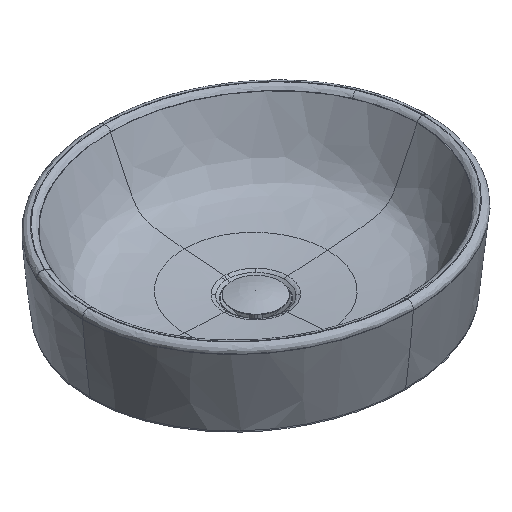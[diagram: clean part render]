
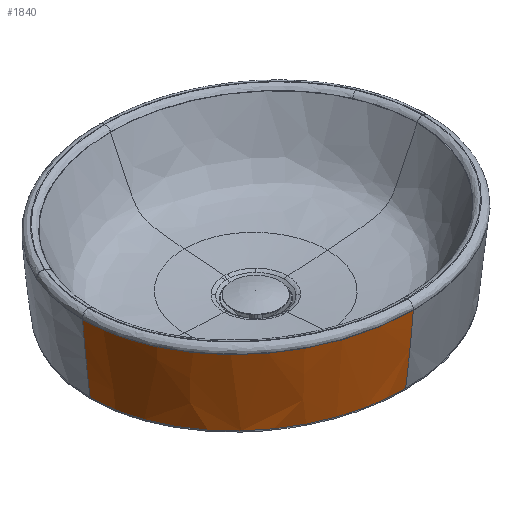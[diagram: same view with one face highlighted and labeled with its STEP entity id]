
A CAD part, isometric view. The second image highlights one B-rep face of the part: STEP entity #1840.
In plain terms, the highlighted free-form (B-spline) face has degree [5, 3] with [12, 4] control points.
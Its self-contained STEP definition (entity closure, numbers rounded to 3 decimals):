
#1404=CARTESIAN_POINT('',(-208.681,1.47,0.));
#1405=VERTEX_POINT('',#1404);
#1529=CARTESIAN_POINT('',(0.,1.47,188.681));
#1530=VERTEX_POINT('',#1529);
#1538=CARTESIAN_POINT('',(-208.681,1.47,0.));
#1539=CARTESIAN_POINT('',(-208.681,1.47,20.713));
#1540=CARTESIAN_POINT('',(-205.536,1.47,41.425));
#1541=CARTESIAN_POINT('',(-199.248,1.47,61.435));
#1542=CARTESIAN_POINT('',(-181.431,1.47,98.329));
#1543=CARTESIAN_POINT('',(-154.289,1.47,129.192));
#1544=CARTESIAN_POINT('',(-139.112,1.47,142.491));
#1545=CARTESIAN_POINT('',(-104.484,1.47,166.172));
#1546=CARTESIAN_POINT('',(-65.037,1.47,180.952));
#1547=CARTESIAN_POINT('',(-43.605,1.47,186.107));
#1548=CARTESIAN_POINT('',(-21.793,1.47,188.681));
#1549=CARTESIAN_POINT('',(0.,1.47,188.681));
#1550=B_SPLINE_CURVE_WITH_KNOTS('',5,(#1538,#1539,#1540,#1541,#1542,#1543,#1544,#1545,#1546,#1547,#1548,#1549),.UNSPECIFIED.,.F.,.U.,(6,3,3,6),(0.0,102.028,200.492,308.128),.UNSPECIFIED.);
#1551=EDGE_CURVE('',#1405,#1530,#1550,.T.);
#1707=CARTESIAN_POINT('',(-218.298,91.429,0.));
#1708=VERTEX_POINT('',#1707);
#1709=CARTESIAN_POINT('',(780.417,152.701,0.));
#1710=DIRECTION('',(0.,0.,-1.0));
#1711=DIRECTION('',(-0.106,0.994,0.));
#1712=AXIS2_PLACEMENT_3D('',#1709,#1710,#1711);
#1713=ELLIPSE('',#1712,1414.452,1000.082);
#1714=EDGE_CURVE('',#1405,#1708,#1713,.T.);
#1748=CARTESIAN_POINT('',(-208.681,1.47,0.));
#1749=CARTESIAN_POINT('',(-208.681,1.47,20.713));
#1750=CARTESIAN_POINT('',(-205.536,1.47,41.425));
#1751=CARTESIAN_POINT('',(-199.248,1.47,61.435));
#1752=CARTESIAN_POINT('',(-181.431,1.47,98.329));
#1753=CARTESIAN_POINT('',(-154.289,1.47,129.192));
#1754=CARTESIAN_POINT('',(-139.112,1.47,142.491));
#1755=CARTESIAN_POINT('',(-104.484,1.47,166.172));
#1756=CARTESIAN_POINT('',(-65.037,1.47,180.952));
#1757=CARTESIAN_POINT('',(-43.605,1.47,186.107));
#1758=CARTESIAN_POINT('',(-21.793,1.47,188.681));
#1759=CARTESIAN_POINT('',(0.,1.47,188.681));
#1760=CARTESIAN_POINT('',(-212.564,31.376,0.));
#1761=CARTESIAN_POINT('',(-212.564,31.376,21.184));
#1762=CARTESIAN_POINT('',(-209.347,31.376,42.369));
#1763=CARTESIAN_POINT('',(-202.916,31.376,62.826));
#1764=CARTESIAN_POINT('',(-184.709,31.376,100.516));
#1765=CARTESIAN_POINT('',(-157.018,31.376,131.997));
#1766=CARTESIAN_POINT('',(-141.546,31.376,145.55));
#1767=CARTESIAN_POINT('',(-106.273,31.376,169.67));
#1768=CARTESIAN_POINT('',(-66.136,31.376,184.705));
#1769=CARTESIAN_POINT('',(-44.339,31.376,189.947));
#1770=CARTESIAN_POINT('',(-22.159,31.376,192.564));
#1771=CARTESIAN_POINT('',(0.,31.376,192.564));
#1772=CARTESIAN_POINT('',(-215.771,61.377,0.));
#1773=CARTESIAN_POINT('',(-215.771,61.377,21.574));
#1774=CARTESIAN_POINT('',(-212.495,61.377,43.148));
#1775=CARTESIAN_POINT('',(-205.945,61.377,63.974));
#1776=CARTESIAN_POINT('',(-187.417,61.377,102.322));
#1777=CARTESIAN_POINT('',(-159.273,61.377,134.314));
#1778=CARTESIAN_POINT('',(-143.557,61.377,148.077));
#1779=CARTESIAN_POINT('',(-107.751,61.377,172.559));
#1780=CARTESIAN_POINT('',(-67.044,61.377,187.805));
#1781=CARTESIAN_POINT('',(-44.945,61.377,193.119));
#1782=CARTESIAN_POINT('',(-22.462,61.377,195.771));
#1783=CARTESIAN_POINT('',(0.,61.377,195.771));
#1784=CARTESIAN_POINT('',(-218.298,91.429,0.));
#1785=CARTESIAN_POINT('',(-218.298,91.429,21.881));
#1786=CARTESIAN_POINT('',(-214.975,91.429,43.762));
#1787=CARTESIAN_POINT('',(-208.332,91.429,64.879));
#1788=CARTESIAN_POINT('',(-189.551,91.429,103.744));
#1789=CARTESIAN_POINT('',(-161.049,91.429,136.139));
#1790=CARTESIAN_POINT('',(-145.142,91.429,150.068));
#1791=CARTESIAN_POINT('',(-108.916,91.429,174.835));
#1792=CARTESIAN_POINT('',(-67.759,91.429,190.247));
#1793=CARTESIAN_POINT('',(-45.423,91.429,195.617));
#1794=CARTESIAN_POINT('',(-22.701,91.429,198.298));
#1795=CARTESIAN_POINT('',(0.,91.429,198.298));
#1796=B_SPLINE_SURFACE_WITH_KNOTS('',5,3,((#1748,#1760,#1772,#1784),(#1749,#1761,#1773,#1785),(#1750,#1762,#1774,#1786),(#1751,#1763,#1775,#1787),(#1752,#1764,#1776,#1788),(#1753,#1765,#1777,#1789),(#1754,#1766,#1778,#1790),(#1755,#1767,#1779,#1791),(#1756,#1768,#1780,#1792),(#1757,#1769,#1781,#1793),(#1758,#1770,#1782,#1794),(#1759,#1771,#1783,#1795)),.UNSPECIFIED.,.F.,.F.,.U.,(6,3,3,6),(4,4),(0.0,102.028,200.492,308.129),(12308.133,12398.612),.UNSPECIFIED.);
#1797=CARTESIAN_POINT('',(-0.001,91.429,198.298));
#1798=VERTEX_POINT('',#1797);
#1799=CARTESIAN_POINT('',(-0.001,91.429,198.298));
#1800=CARTESIAN_POINT('',(-21.601,91.429,198.298));
#1801=CARTESIAN_POINT('',(-43.219,91.429,195.871));
#1802=CARTESIAN_POINT('',(-64.506,91.429,191.009));
#1803=CARTESIAN_POINT('',(-94.818,91.429,180.267));
#1804=CARTESIAN_POINT('',(-122.628,91.429,164.473));
#1805=CARTESIAN_POINT('',(-131.271,91.429,158.88));
#1806=CARTESIAN_POINT('',(-147.886,91.429,146.676));
#1807=CARTESIAN_POINT('',(-162.948,91.429,132.507));
#1808=CARTESIAN_POINT('',(-170.041,91.429,124.95));
#1809=CARTESIAN_POINT('',(-178.837,91.429,114.281));
#1810=CARTESIAN_POINT('',(-186.658,91.429,102.903));
#1811=CARTESIAN_POINT('',(-188.551,91.429,100.017));
#1812=CARTESIAN_POINT('',(-195.253,91.429,89.281));
#1813=CARTESIAN_POINT('',(-201.066,91.429,78.013));
#1814=CARTESIAN_POINT('',(-204.793,91.429,69.565));
#1815=CARTESIAN_POINT('',(-209.82,91.429,55.95));
#1816=CARTESIAN_POINT('',(-213.485,91.429,41.907));
#1817=CARTESIAN_POINT('',(-214.633,91.429,36.752));
#1818=CARTESIAN_POINT('',(-216.315,91.429,27.66));
#1819=CARTESIAN_POINT('',(-217.414,91.429,18.476));
#1820=CARTESIAN_POINT('',(-217.777,91.429,14.526));
#1821=CARTESIAN_POINT('',(-218.116,91.429,9.249));
#1822=CARTESIAN_POINT('',(-218.262,91.429,3.964));
#1823=CARTESIAN_POINT('',(-218.286,91.429,2.645));
#1824=CARTESIAN_POINT('',(-218.298,91.429,1.321));
#1825=CARTESIAN_POINT('',(-218.298,91.429,0.));
#1826=B_SPLINE_CURVE_WITH_KNOTS('',5,(#1799,#1800,#1801,#1802,#1803,#1804,#1805,#1806,#1807,#1808,#1809,#1810,#1811,#1812,#1813,#1814,#1815,#1816,#1817,#1818,#1819,#1820,#1821,#1822,#1823,#1824,#1825),.UNSPECIFIED.,.F.,.U.,(6,3,3,3,3,3,3,3,6),(682.812,860.2,944.273,1028.346,1056.37,1131.102,1173.803,1205.834,1216.505),.UNSPECIFIED.);
#1827=EDGE_CURVE('',#1798,#1708,#1826,.T.);
#1828=ORIENTED_EDGE('',*,*,#1827,.T.);
#1829=ORIENTED_EDGE('',*,*,#1714,.F.);
#1830=ORIENTED_EDGE('',*,*,#1551,.T.);
#1831=CARTESIAN_POINT('',(-0.001,152.702,-800.419));
#1832=DIRECTION('',(-1.,0.,0.));
#1833=DIRECTION('',(0.,-0.994,-0.106));
#1834=AXIS2_PLACEMENT_3D('',#1831,#1832,#1833);
#1835=ELLIPSE('',#1834,1414.452,1000.083);
#1836=EDGE_CURVE('',#1530,#1798,#1835,.T.);
#1837=ORIENTED_EDGE('',*,*,#1836,.T.);
#1838=EDGE_LOOP('',(#1828,#1829,#1830,#1837));
#1839=FACE_OUTER_BOUND('',#1838,.T.);
#1840=ADVANCED_FACE('',(#1839),#1796,.T.);
